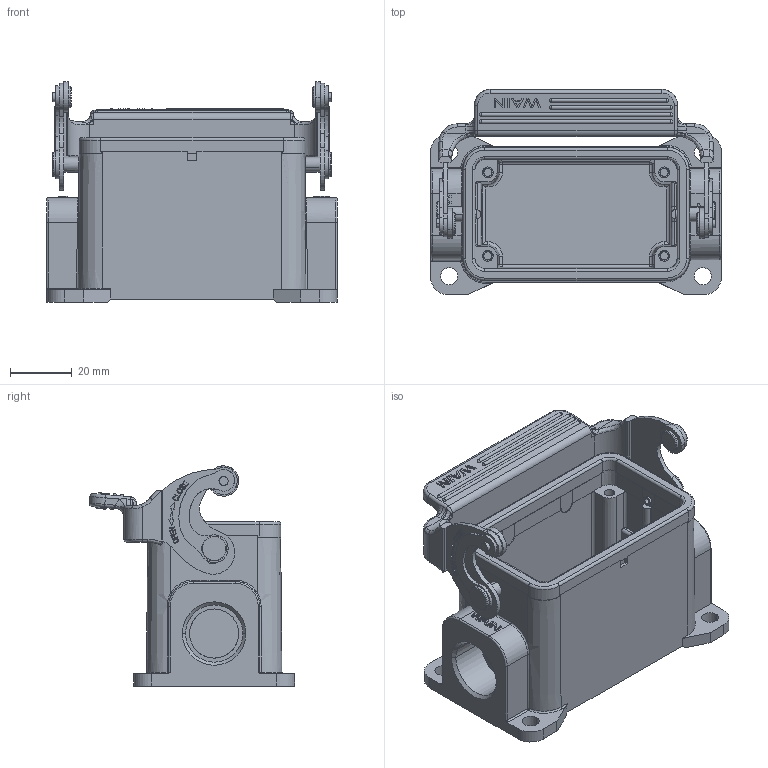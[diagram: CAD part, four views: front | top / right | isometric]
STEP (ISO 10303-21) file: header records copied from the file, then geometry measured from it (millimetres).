
FILE_DESCRIPTION((''),'2;1');
FILE_NAME('_ASM1_SW0001','2023-12-06T',('yp.zhu'),(''),'PRO/ENGINEER BY PARAMETRIC TECHNOLOGY CORPORATION, 2012480','PRO/ENGINEER BY PARAMETRIC TECHNOLOGY CORPORATION, 2012480','');
FILE_SCHEMA(('CONFIG_CONTROL_DESIGN'));
Length unit declared in the file: inch
Products named in the file (1): _ASM1_SW0001
Bounding box: 94 x 66.34 x 71.21 mm (x, y, z)
Volume: 85540.6 mm3; surface area: 42413.7 mm2
Topology: 1 solids, 2 shells, 1089 faces, 3011 edges, 1976 vertices
Faces by surface type: plane 484, cylinder 244, extrusion 204, torus 56, cone 44, bspline 36, sphere 21
Entity records: 39494 total; most frequent: CARTESIAN_POINT 12477, ORIENTED_EDGE 5972, DIRECTION 4951, EDGE_CURVE 2986, VERTEX_POINT 1976, VECTOR 1773, AXIS2_PLACEMENT_3D 1589, LINE 1569
